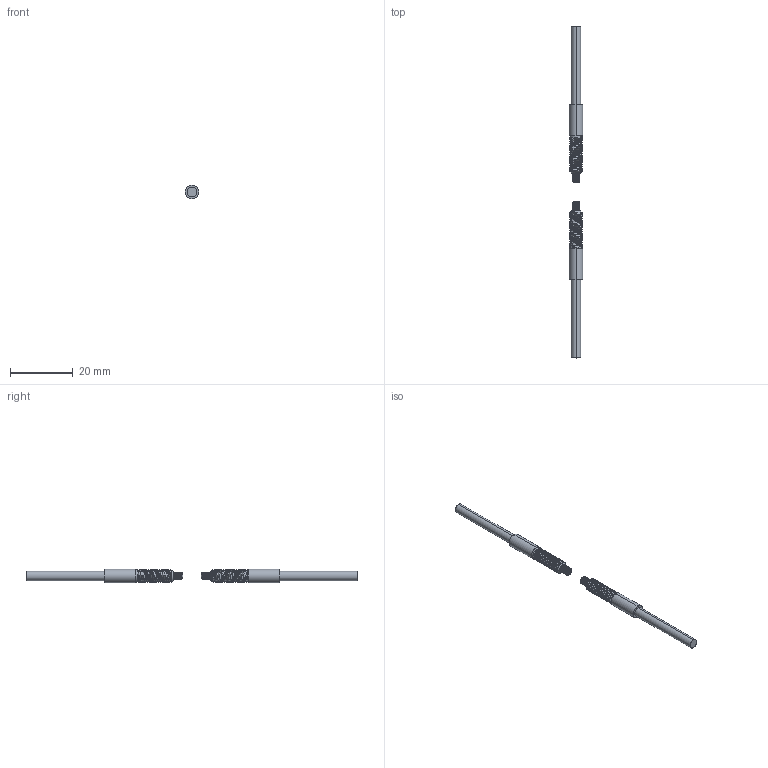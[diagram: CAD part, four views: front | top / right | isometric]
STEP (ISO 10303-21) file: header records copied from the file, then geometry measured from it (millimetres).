
FILE_DESCRIPTION((''),'2;1');
FILE_NAME('PTG-420FP_','2021-04-19T16:46:06',('Administrator'),(''),'CREO PARAMETRIC BY PTC INC, 2018400','CREO PARAMETRIC BY PTC INC, 2018400','');
FILE_SCHEMA(('CONFIG_CONTROL_DESIGN'));
Length unit declared in the file: millimetre
Products named in the file (1): PTG-420FP_
Bounding box: 4.3 x 106 x 4.3 mm (x, y, z)
Volume: 939 mm3; surface area: 1248.1 mm2
Topology: 2 solids, 2 shells, 154 faces, 411 edges, 269 vertices
Faces by surface type: cylinder 100, bspline 30, plane 16, cone 8
Entity records: 12220 total; most frequent: CARTESIAN_POINT 8848, ORIENTED_EDGE 822, DIRECTION 473, EDGE_CURVE 411, VERTEX_POINT 269, B_SPLINE_CURVE_WITH_KNOTS 229, AXIS2_PLACEMENT_3D 167, EDGE_LOOP 162
